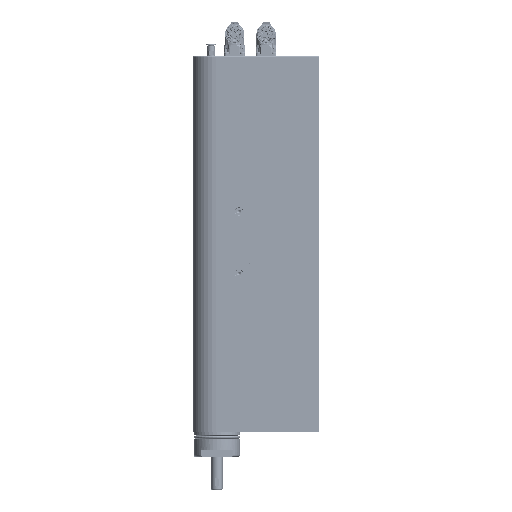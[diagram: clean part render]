
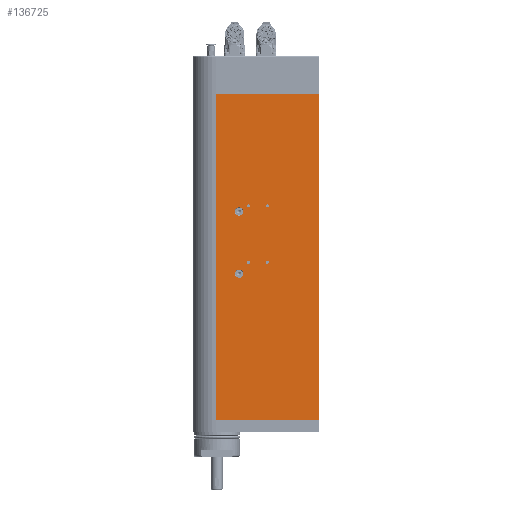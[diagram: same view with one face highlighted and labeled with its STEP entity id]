
A CAD part, front view. The second image highlights one B-rep face of the part: STEP entity #136725.
In plain terms, the highlighted planar face has unit normal (0, -1, 0).
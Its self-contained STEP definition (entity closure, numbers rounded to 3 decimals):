
#6516 = PLANE ( 'NONE',  #31617 ) ;
#7458 = FACE_BOUND ( 'NONE', #108011, .T. ) ;
#7715 = CARTESIAN_POINT ( 'NONE',  ( -18., -25., 151.6 ) ) ;
#11172 = LINE ( 'NONE', #171732, #94395 ) ;
#12395 = AXIS2_PLACEMENT_3D ( 'NONE', #81517, #139833, #126428 ) ;
#14102 = EDGE_CURVE ( 'NONE', #96933, #50679, #79393, .T. ) ;
#16135 = ORIENTED_EDGE ( 'NONE', *, *, #137164, .F. ) ;
#16279 = EDGE_LOOP ( 'NONE', ( #180256 ) ) ;
#16928 = DIRECTION ( 'NONE',  ( 0., 0., -1. ) ) ;
#19813 = LINE ( 'NONE', #63778, #163465 ) ;
#20167 = CARTESIAN_POINT ( 'NONE',  ( -8., -25., 166.35 ) ) ;
#20589 = CARTESIAN_POINT ( 'NONE',  ( 67., -25., 0. ) ) ;
#20967 = ORIENTED_EDGE ( 'NONE', *, *, #107750, .F. ) ;
#22265 = VERTEX_POINT ( 'NONE', #181992 ) ;
#26490 = CARTESIAN_POINT ( 'NONE',  ( -8., -25., 226.35 ) ) ;
#26506 = ORIENTED_EDGE ( 'NONE', *, *, #91912, .T. ) ;
#28728 = ORIENTED_EDGE ( 'NONE', *, *, #118934, .F. ) ;
#30752 = VERTEX_POINT ( 'NONE', #118784 ) ;
#31544 = EDGE_CURVE ( 'NONE', #188592, #188592, #76576, .T. ) ;
#31617 = AXIS2_PLACEMENT_3D ( 'NONE', #123143, #105980, #164267 ) ;
#34078 = DIRECTION ( 'NONE',  ( 1., 0., 0. ) ) ;
#35152 = FACE_BOUND ( 'NONE', #16279, .T. ) ;
#40439 = DIRECTION ( 'NONE',  ( 0., 0., -1. ) ) ;
#40551 = ORIENTED_EDGE ( 'NONE', *, *, #146459, .T. ) ;
#45478 = ORIENTED_EDGE ( 'NONE', *, *, #142124, .F. ) ;
#46073 = CARTESIAN_POINT ( 'NONE',  ( -8., -25., 228. ) ) ;
#46457 = DIRECTION ( 'NONE',  ( 0., 0., -1. ) ) ;
#46500 = CARTESIAN_POINT ( 'NONE',  ( 12., -25., 228. ) ) ;
#50041 = CIRCLE ( 'NONE', #163092, 4.4 ) ;
#50679 = VERTEX_POINT ( 'NONE', #155562 ) ;
#53555 = VECTOR ( 'NONE', #34078, 1000. ) ;
#55175 = VERTEX_POINT ( 'NONE', #26490 ) ;
#63778 = CARTESIAN_POINT ( 'NONE',  ( 67., -25., 347. ) ) ;
#63857 = FACE_BOUND ( 'NONE', #178307, .T. ) ;
#65749 = FACE_BOUND ( 'NONE', #65767, .T. ) ;
#65767 = EDGE_LOOP ( 'NONE', ( #28728 ) ) ;
#68728 = AXIS2_PLACEMENT_3D ( 'NONE', #46073, #104402, #162707 ) ;
#71746 = EDGE_LOOP ( 'NONE', ( #16135 ) ) ;
#75093 = VERTEX_POINT ( 'NONE', #20589 ) ;
#76576 = CIRCLE ( 'NONE', #12395, 1.65 ) ;
#78153 = DIRECTION ( 'NONE',  ( 0., 0., 1. ) ) ;
#79058 = CARTESIAN_POINT ( 'NONE',  ( -67.5, -25., 347. ) ) ;
#79187 = FACE_BOUND ( 'NONE', #71746, .T. ) ;
#79393 = LINE ( 'NONE', #138643, #145091 ) ;
#81517 = CARTESIAN_POINT ( 'NONE',  ( 12., -25., 168. ) ) ;
#84152 = DIRECTION ( 'NONE',  ( 0., -1., 0. ) ) ;
#85583 = EDGE_CURVE ( 'NONE', #30752, #30752, #123165, .T. ) ;
#86607 = ORIENTED_EDGE ( 'NONE', *, *, #31544, .F. ) ;
#90433 = DIRECTION ( 'NONE',  ( 0., -1., 0. ) ) ;
#90555 = DIRECTION ( 'NONE',  ( 0., -1., 0. ) ) ;
#91912 = EDGE_CURVE ( 'NONE', #75093, #102966, #19813, .T. ) ;
#92680 = AXIS2_PLACEMENT_3D ( 'NONE', #102595, #171423, #40439 ) ;
#94395 = VECTOR ( 'NONE', #169868, 1000. ) ;
#96120 = CIRCLE ( 'NONE', #68728, 1.65 ) ;
#96933 = VERTEX_POINT ( 'NONE', #139560 ) ;
#97737 = ORIENTED_EDGE ( 'NONE', *, *, #107151, .F. ) ;
#101031 = AXIS2_PLACEMENT_3D ( 'NONE', #46500, #84152, #150703 ) ;
#102595 = CARTESIAN_POINT ( 'NONE',  ( -18., -25., 222. ) ) ;
#102966 = VERTEX_POINT ( 'NONE', #132493 ) ;
#104402 = DIRECTION ( 'NONE',  ( 0., -1., 0. ) ) ;
#105897 = ORIENTED_EDGE ( 'NONE', *, *, #14102, .T. ) ;
#105980 = DIRECTION ( 'NONE',  ( 0., 1., 0. ) ) ;
#107151 = EDGE_CURVE ( 'NONE', #55175, #55175, #96120, .T. ) ;
#107728 = LINE ( 'NONE', #79058, #53555 ) ;
#107750 = EDGE_CURVE ( 'NONE', #96933, #102966, #107728, .T. ) ;
#108011 = EDGE_LOOP ( 'NONE', ( #45478 ) ) ;
#118784 = CARTESIAN_POINT ( 'NONE',  ( -18., -25., 217.6 ) ) ;
#118934 = EDGE_CURVE ( 'NONE', #22265, #22265, #143763, .T. ) ;
#123143 = CARTESIAN_POINT ( 'NONE',  ( -67.5, -25., 347. ) ) ;
#123165 = CIRCLE ( 'NONE', #92680, 4.4 ) ;
#124094 = FACE_OUTER_BOUND ( 'NONE', #166023, .T. ) ;
#126428 = DIRECTION ( 'NONE',  ( 0., 0., -1. ) ) ;
#131241 = CARTESIAN_POINT ( 'NONE',  ( 12., -25., 166.35 ) ) ;
#132493 = CARTESIAN_POINT ( 'NONE',  ( 67., -25., 347. ) ) ;
#133075 = VERTEX_POINT ( 'NONE', #7715 ) ;
#134186 = EDGE_LOOP ( 'NONE', ( #97737 ) ) ;
#136725 = ADVANCED_FACE ( 'NONE', ( #7458, #166130, #63857, #65749, #35152, #79187, #124094 ), #6516, .F. ) ;
#137164 = EDGE_CURVE ( 'NONE', #133075, #133075, #50041, .T. ) ;
#138643 = CARTESIAN_POINT ( 'NONE',  ( -42.5, -25., 347. ) ) ;
#139560 = CARTESIAN_POINT ( 'NONE',  ( -42.5, -25., 347. ) ) ;
#139833 = DIRECTION ( 'NONE',  ( 0., -1., 0. ) ) ;
#142124 = EDGE_CURVE ( 'NONE', #151145, #151145, #182501, .T. ) ;
#143763 = CIRCLE ( 'NONE', #101031, 1.65 ) ;
#145091 = VECTOR ( 'NONE', #169160, 1000. ) ;
#146459 = EDGE_CURVE ( 'NONE', #50679, #75093, #11172, .T. ) ;
#150703 = DIRECTION ( 'NONE',  ( 0., 0., -1. ) ) ;
#151145 = VERTEX_POINT ( 'NONE', #20167 ) ;
#155562 = CARTESIAN_POINT ( 'NONE',  ( -42.5, -25., 0. ) ) ;
#162285 = CARTESIAN_POINT ( 'NONE',  ( -8., -25., 168. ) ) ;
#162707 = DIRECTION ( 'NONE',  ( 0., 0., -1. ) ) ;
#163092 = AXIS2_PLACEMENT_3D ( 'NONE', #179375, #90433, #46457 ) ;
#163465 = VECTOR ( 'NONE', #78153, 1000. ) ;
#164267 = DIRECTION ( 'NONE',  ( 0., 0., 1. ) ) ;
#166023 = EDGE_LOOP ( 'NONE', ( #40551, #26506, #20967, #105897 ) ) ;
#166130 = FACE_BOUND ( 'NONE', #134186, .T. ) ;
#169160 = DIRECTION ( 'NONE',  ( 0., 0., -1. ) ) ;
#169868 = DIRECTION ( 'NONE',  ( 1., 0., 0. ) ) ;
#171423 = DIRECTION ( 'NONE',  ( 0., -1., 0. ) ) ;
#171732 = CARTESIAN_POINT ( 'NONE',  ( -67.5, -25., 0. ) ) ;
#178307 = EDGE_LOOP ( 'NONE', ( #86607 ) ) ;
#179375 = CARTESIAN_POINT ( 'NONE',  ( -18., -25., 156. ) ) ;
#180256 = ORIENTED_EDGE ( 'NONE', *, *, #85583, .F. ) ;
#181992 = CARTESIAN_POINT ( 'NONE',  ( 12., -25., 226.35 ) ) ;
#182501 = CIRCLE ( 'NONE', #185633, 1.65 ) ;
#185633 = AXIS2_PLACEMENT_3D ( 'NONE', #162285, #90555, #16928 ) ;
#188592 = VERTEX_POINT ( 'NONE', #131241 ) ;
